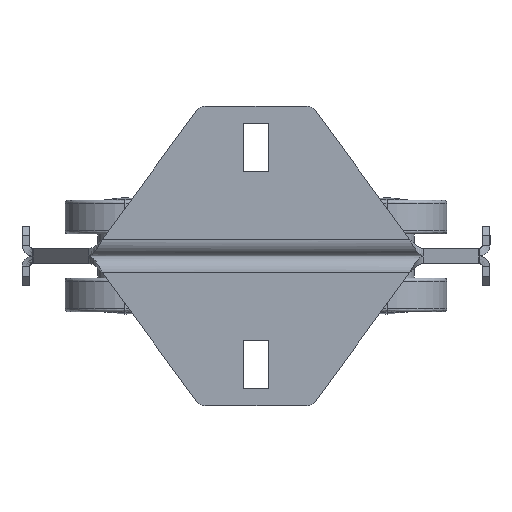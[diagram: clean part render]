
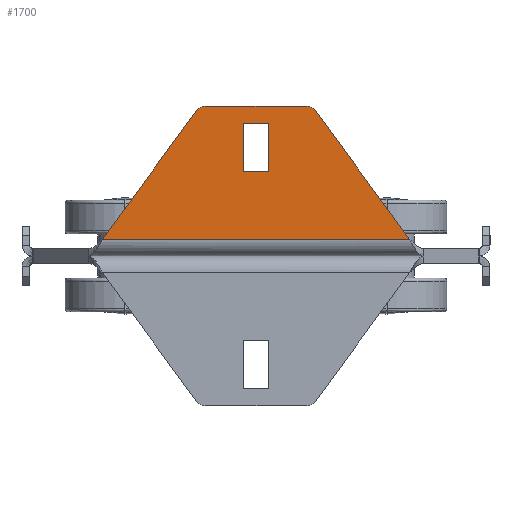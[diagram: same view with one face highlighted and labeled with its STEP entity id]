
A CAD part, front view. The second image highlights one B-rep face of the part: STEP entity #1700.
In plain terms, the highlighted planar face has unit normal (0, -1, 0).
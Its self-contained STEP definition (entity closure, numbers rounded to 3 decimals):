
#78 = LINE ( 'NONE', #14752, #14787 ) ;
#97 = CARTESIAN_POINT ( 'NONE',  ( 3.4, -74.987, -151.013 ) ) ;
#131 = CIRCLE ( 'NONE', #9108, 3. ) ;
#336 = AXIS2_PLACEMENT_3D ( 'NONE', #8707, #14769, #11190 ) ;
#579 = DIRECTION ( 'NONE',  ( 1., 0., 0. ) ) ;
#649 = VECTOR ( 'NONE', #14014, 1000. ) ;
#880 = CARTESIAN_POINT ( 'NONE',  ( -3.4, -74.987, -164.013 ) ) ;
#1350 = ORIENTED_EDGE ( 'NONE', *, *, #5759, .F. ) ;
#1700 = ADVANCED_FACE ( 'NONE', ( #6119, #14738 ), #14491, .T. ) ;
#1917 = DIRECTION ( 'NONE',  ( -0.592, 0., -0.806 ) ) ;
#1981 = EDGE_LOOP ( 'NONE', ( #14239, #1350, #15223, #5334 ) ) ;
#2048 = EDGE_LOOP ( 'NONE', ( #4363, #12653, #10527, #5028, #11771, #9056 ) ) ;
#2188 = DIRECTION ( 'NONE',  ( -1., 0., 0. ) ) ;
#2336 = AXIS2_PLACEMENT_3D ( 'NONE', #15813, #3521, #7314 ) ;
#2405 = VERTEX_POINT ( 'NONE', #6472 ) ;
#2690 = LINE ( 'NONE', #7470, #8071 ) ;
#2887 = EDGE_CURVE ( 'NONE', #11890, #9211, #7991, .T. ) ;
#3035 = CARTESIAN_POINT ( 'NONE',  ( 3.4, -74.987, -164.013 ) ) ;
#3119 = DIRECTION ( 'NONE',  ( 0., 0., -1. ) ) ;
#3380 = EDGE_CURVE ( 'NONE', #13722, #9605, #14098, .T. ) ;
#3447 = DIRECTION ( 'NONE',  ( 0., 0., -1. ) ) ;
#3521 = DIRECTION ( 'NONE',  ( 0., -1., 0. ) ) ;
#3986 = CARTESIAN_POINT ( 'NONE',  ( -3.4, -74.987, -151.013 ) ) ;
#4363 = ORIENTED_EDGE ( 'NONE', *, *, #2887, .T. ) ;
#4715 = CARTESIAN_POINT ( 'NONE',  ( -41.043, -74.987, -182. ) ) ;
#4726 = LINE ( 'NONE', #880, #9940 ) ;
#5028 = ORIENTED_EDGE ( 'NONE', *, *, #14899, .F. ) ;
#5136 = DIRECTION ( 'NONE',  ( -1., 0., 0. ) ) ;
#5334 = ORIENTED_EDGE ( 'NONE', *, *, #8152, .F. ) ;
#5759 = EDGE_CURVE ( 'NONE', #9113, #13083, #12702, .T. ) ;
#5841 = CARTESIAN_POINT ( 'NONE',  ( -15.899, -74.987, -147.738 ) ) ;
#6119 = FACE_OUTER_BOUND ( 'NONE', #2048, .T. ) ;
#6285 = VERTEX_POINT ( 'NONE', #3986 ) ;
#6403 = VECTOR ( 'NONE', #579, 1000. ) ;
#6472 = CARTESIAN_POINT ( 'NONE',  ( 41.043, -74.987, -182. ) ) ;
#6499 = CARTESIAN_POINT ( 'NONE',  ( 13.48, -74.987, -146.513 ) ) ;
#6773 = CIRCLE ( 'NONE', #336, 3. ) ;
#6897 = VECTOR ( 'NONE', #2188, 1000. ) ;
#7314 = DIRECTION ( 'NONE',  ( 0., 0., -1. ) ) ;
#7470 = CARTESIAN_POINT ( 'NONE',  ( 89.626, -74.987, -182. ) ) ;
#7991 = LINE ( 'NONE', #10654, #6897 ) ;
#8034 = DIRECTION ( 'NONE',  ( 0., 1., 0. ) ) ;
#8071 = VECTOR ( 'NONE', #12438, 1000. ) ;
#8152 = EDGE_CURVE ( 'NONE', #6285, #14315, #4726, .T. ) ;
#8707 = CARTESIAN_POINT ( 'NONE',  ( -13.48, -74.987, -149.513 ) ) ;
#9056 = ORIENTED_EDGE ( 'NONE', *, *, #15434, .F. ) ;
#9071 = CARTESIAN_POINT ( 'NONE',  ( 13.48, -74.987, -149.513 ) ) ;
#9108 = AXIS2_PLACEMENT_3D ( 'NONE', #9071, #8034, #3119 ) ;
#9113 = VERTEX_POINT ( 'NONE', #14663 ) ;
#9211 = VERTEX_POINT ( 'NONE', #14053 ) ;
#9605 = VERTEX_POINT ( 'NONE', #4715 ) ;
#9731 = VECTOR ( 'NONE', #1917, 1000. ) ;
#9940 = VECTOR ( 'NONE', #3447, 1000. ) ;
#10310 = CARTESIAN_POINT ( 'NONE',  ( -3.4, -74.987, -164.013 ) ) ;
#10337 = EDGE_CURVE ( 'NONE', #14315, #9113, #11426, .T. ) ;
#10527 = ORIENTED_EDGE ( 'NONE', *, *, #3380, .T. ) ;
#10654 = CARTESIAN_POINT ( 'NONE',  ( -13.48, -74.987, -146.513 ) ) ;
#10763 = VECTOR ( 'NONE', #15153, 1000. ) ;
#10852 = CARTESIAN_POINT ( 'NONE',  ( 15.899, -74.987, -147.738 ) ) ;
#11190 = DIRECTION ( 'NONE',  ( 0., 0., -1. ) ) ;
#11426 = LINE ( 'NONE', #10310, #6403 ) ;
#11771 = ORIENTED_EDGE ( 'NONE', *, *, #15511, .T. ) ;
#11890 = VERTEX_POINT ( 'NONE', #6499 ) ;
#12438 = DIRECTION ( 'NONE',  ( -1., 0., 0. ) ) ;
#12653 = ORIENTED_EDGE ( 'NONE', *, *, #13222, .F. ) ;
#12702 = LINE ( 'NONE', #3035, #10763 ) ;
#13083 = VERTEX_POINT ( 'NONE', #97 ) ;
#13222 = EDGE_CURVE ( 'NONE', #13722, #9211, #6773, .T. ) ;
#13722 = VERTEX_POINT ( 'NONE', #5841 ) ;
#14014 = DIRECTION ( 'NONE',  ( -0.592, 0., 0.806 ) ) ;
#14053 = CARTESIAN_POINT ( 'NONE',  ( -13.48, -74.987, -146.513 ) ) ;
#14094 = CARTESIAN_POINT ( 'NONE',  ( 15.899, -74.987, -147.738 ) ) ;
#14098 = LINE ( 'NONE', #14261, #9731 ) ;
#14147 = EDGE_CURVE ( 'NONE', #13083, #6285, #78, .T. ) ;
#14239 = ORIENTED_EDGE ( 'NONE', *, *, #14147, .F. ) ;
#14257 = LINE ( 'NONE', #14094, #649 ) ;
#14261 = CARTESIAN_POINT ( 'NONE',  ( -15.899, -74.987, -147.738 ) ) ;
#14275 = VERTEX_POINT ( 'NONE', #10852 ) ;
#14315 = VERTEX_POINT ( 'NONE', #14569 ) ;
#14491 = PLANE ( 'NONE',  #2336 ) ;
#14569 = CARTESIAN_POINT ( 'NONE',  ( -3.4, -74.987, -164.013 ) ) ;
#14663 = CARTESIAN_POINT ( 'NONE',  ( 3.4, -74.987, -164.013 ) ) ;
#14738 = FACE_BOUND ( 'NONE', #1981, .T. ) ;
#14752 = CARTESIAN_POINT ( 'NONE',  ( -3.4, -74.987, -151.013 ) ) ;
#14769 = DIRECTION ( 'NONE',  ( 0., 1., 0. ) ) ;
#14787 = VECTOR ( 'NONE', #5136, 1000. ) ;
#14899 = EDGE_CURVE ( 'NONE', #2405, #9605, #2690, .T. ) ;
#15153 = DIRECTION ( 'NONE',  ( 0., 0., 1. ) ) ;
#15223 = ORIENTED_EDGE ( 'NONE', *, *, #10337, .F. ) ;
#15434 = EDGE_CURVE ( 'NONE', #11890, #14275, #131, .T. ) ;
#15511 = EDGE_CURVE ( 'NONE', #2405, #14275, #14257, .T. ) ;
#15813 = CARTESIAN_POINT ( 'NONE',  ( 62.02, -74.987, -205.513 ) ) ;
